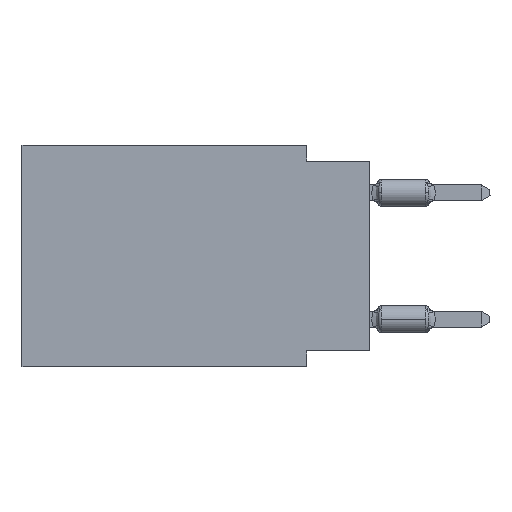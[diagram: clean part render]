
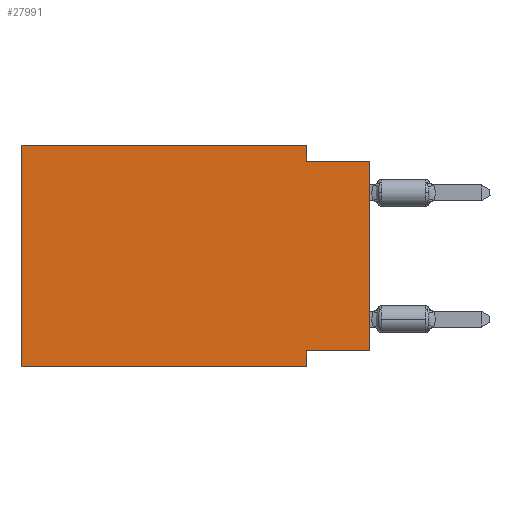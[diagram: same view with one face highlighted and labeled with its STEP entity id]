
A CAD part, left-side view. The second image highlights one B-rep face of the part: STEP entity #27991.
In plain terms, the highlighted planar face has unit normal (-1, 0, 0).
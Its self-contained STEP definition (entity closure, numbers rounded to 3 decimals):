
#176 = LINE ( 'NONE', #3213, #29847 ) ;
#580 = DIRECTION ( 'NONE',  ( 0., -1., 0. ) ) ;
#1220 = EDGE_LOOP ( 'NONE', ( #2228, #3298, #6135, #11209, #20318, #25345, #20848, #32128 ) ) ;
#2228 = ORIENTED_EDGE ( 'NONE', *, *, #21541, .T. ) ;
#2664 = LINE ( 'NONE', #12806, #23032 ) ;
#2784 = CARTESIAN_POINT ( 'NONE',  ( 0., 0., -8.255 ) ) ;
#2831 = VERTEX_POINT ( 'NONE', #15929 ) ;
#3213 = CARTESIAN_POINT ( 'NONE',  ( 0., 0., -0.635 ) ) ;
#3298 = ORIENTED_EDGE ( 'NONE', *, *, #13180, .F. ) ;
#3406 = CARTESIAN_POINT ( 'NONE',  ( 0., 2.54, -8.89 ) ) ;
#4620 = CARTESIAN_POINT ( 'NONE',  ( 0., 13.97, 0. ) ) ;
#5910 = DIRECTION ( 'NONE',  ( 0., 0., -1. ) ) ;
#5950 = VERTEX_POINT ( 'NONE', #9263 ) ;
#6135 = ORIENTED_EDGE ( 'NONE', *, *, #8671, .F. ) ;
#8671 = EDGE_CURVE ( 'NONE', #5950, #2831, #20703, .T. ) ;
#9263 = CARTESIAN_POINT ( 'NONE',  ( 0., 2.54, 0. ) ) ;
#9662 = DIRECTION ( 'NONE',  ( 0., 0., 1. ) ) ;
#9688 = LINE ( 'NONE', #25285, #20395 ) ;
#11209 = ORIENTED_EDGE ( 'NONE', *, *, #13256, .F. ) ;
#11397 = FACE_OUTER_BOUND ( 'NONE', #1220, .T. ) ;
#11577 = DIRECTION ( 'NONE',  ( 0., 0., -1. ) ) ;
#12700 = LINE ( 'NONE', #25053, #31319 ) ;
#12806 = CARTESIAN_POINT ( 'NONE',  ( 0., 13.97, -8.89 ) ) ;
#12839 = CARTESIAN_POINT ( 'NONE',  ( 0., 0., -0.635 ) ) ;
#12933 = VERTEX_POINT ( 'NONE', #23127 ) ;
#13180 = EDGE_CURVE ( 'NONE', #2831, #19378, #176, .T. ) ;
#13256 = EDGE_CURVE ( 'NONE', #37266, #5950, #37868, .T. ) ;
#13725 = AXIS2_PLACEMENT_3D ( 'NONE', #30636, #39549, #5910 ) ;
#14120 = VECTOR ( 'NONE', #11577, 1000. ) ;
#15091 = LINE ( 'NONE', #18348, #18618 ) ;
#15929 = CARTESIAN_POINT ( 'NONE',  ( 0., 2.54, -0.635 ) ) ;
#16449 = EDGE_CURVE ( 'NONE', #39491, #37266, #12700, .T. ) ;
#17245 = EDGE_CURVE ( 'NONE', #29289, #32083, #9688, .T. ) ;
#18348 = CARTESIAN_POINT ( 'NONE',  ( 0., 0., 0. ) ) ;
#18409 = EDGE_CURVE ( 'NONE', #12933, #29289, #30579, .T. ) ;
#18618 = VECTOR ( 'NONE', #33747, 1000. ) ;
#19378 = VERTEX_POINT ( 'NONE', #12839 ) ;
#20318 = ORIENTED_EDGE ( 'NONE', *, *, #16449, .F. ) ;
#20395 = VECTOR ( 'NONE', #31170, 1000. ) ;
#20703 = LINE ( 'NONE', #39920, #14120 ) ;
#20848 = ORIENTED_EDGE ( 'NONE', *, *, #17245, .F. ) ;
#21541 = EDGE_CURVE ( 'NONE', #12933, #19378, #15091, .T. ) ;
#23032 = VECTOR ( 'NONE', #24364, 1000. ) ;
#23068 = CARTESIAN_POINT ( 'NONE',  ( 0., 2.54, -8.255 ) ) ;
#23127 = CARTESIAN_POINT ( 'NONE',  ( 0., 0., -8.255 ) ) ;
#23750 = PLANE ( 'NONE',  #13725 ) ;
#24364 = DIRECTION ( 'NONE',  ( 0., -1., 0. ) ) ;
#25053 = CARTESIAN_POINT ( 'NONE',  ( 0., 13.97, 0. ) ) ;
#25285 = CARTESIAN_POINT ( 'NONE',  ( 0., 2.54, -8.89 ) ) ;
#25345 = ORIENTED_EDGE ( 'NONE', *, *, #31512, .T. ) ;
#26915 = VECTOR ( 'NONE', #27532, 1000. ) ;
#27532 = DIRECTION ( 'NONE',  ( 0., 1., 0. ) ) ;
#27991 = ADVANCED_FACE ( 'NONE', ( #11397 ), #23750, .F. ) ;
#28763 = CARTESIAN_POINT ( 'NONE',  ( 0., 13.97, -8.89 ) ) ;
#29289 = VERTEX_POINT ( 'NONE', #23068 ) ;
#29847 = VECTOR ( 'NONE', #580, 1000. ) ;
#30579 = LINE ( 'NONE', #2784, #26915 ) ;
#30636 = CARTESIAN_POINT ( 'NONE',  ( 0., 13.97, 0. ) ) ;
#31170 = DIRECTION ( 'NONE',  ( 0., 0., -1. ) ) ;
#31319 = VECTOR ( 'NONE', #9662, 1000. ) ;
#31512 = EDGE_CURVE ( 'NONE', #39491, #32083, #2664, .T. ) ;
#31593 = DIRECTION ( 'NONE',  ( 0., -1., 0. ) ) ;
#32083 = VERTEX_POINT ( 'NONE', #3406 ) ;
#32128 = ORIENTED_EDGE ( 'NONE', *, *, #18409, .F. ) ;
#33747 = DIRECTION ( 'NONE',  ( 0., 0., 1. ) ) ;
#34234 = CARTESIAN_POINT ( 'NONE',  ( 0., 13.97, 0. ) ) ;
#37266 = VERTEX_POINT ( 'NONE', #4620 ) ;
#37615 = VECTOR ( 'NONE', #31593, 1000. ) ;
#37868 = LINE ( 'NONE', #34234, #37615 ) ;
#39491 = VERTEX_POINT ( 'NONE', #28763 ) ;
#39549 = DIRECTION ( 'NONE',  ( 1., 0., 0. ) ) ;
#39920 = CARTESIAN_POINT ( 'NONE',  ( 0., 2.54, 0. ) ) ;
